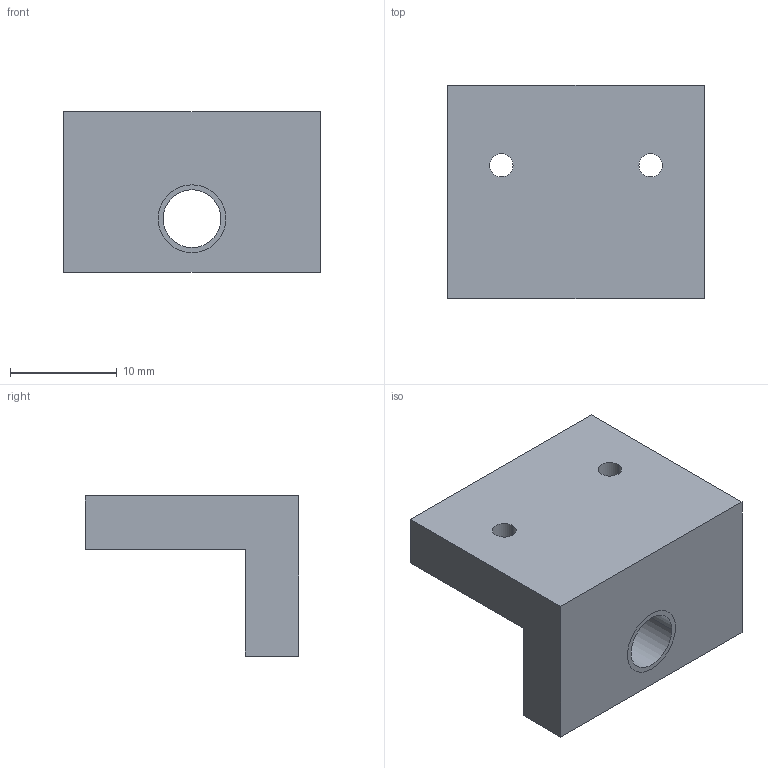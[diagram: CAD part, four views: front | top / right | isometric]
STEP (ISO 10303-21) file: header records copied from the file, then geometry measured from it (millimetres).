
FILE_DESCRIPTION((''),'2;1');
FILE_NAME('TUBING_ANCHOR','2018-08-13T09:30:57',('xpb10145'),(''),'CREO PARAMETRIC BY PTC INC, 2017260','CREO PARAMETRIC BY PTC INC, 2017260','');
FILE_SCHEMA(('CONFIG_CONTROL_DESIGN'));
Length unit declared in the file: millimetre
Products named in the file (1): TUBING_ANCHOR
Bounding box: 24 x 20 x 15 mm (x, y, z)
Volume: 3447 mm3; surface area: 2172.7 mm2
Topology: 1 solids, 2 shells, 16 faces, 42 edges, 28 vertices
Faces by surface type: plane 8, cylinder 8
Entity records: 558 total; most frequent: DIRECTION 92, CARTESIAN_POINT 87, ORIENTED_EDGE 80, EDGE_CURVE 42, AXIS2_PLACEMENT_3D 33, VERTEX_POINT 28, VECTOR 26, LINE 26
